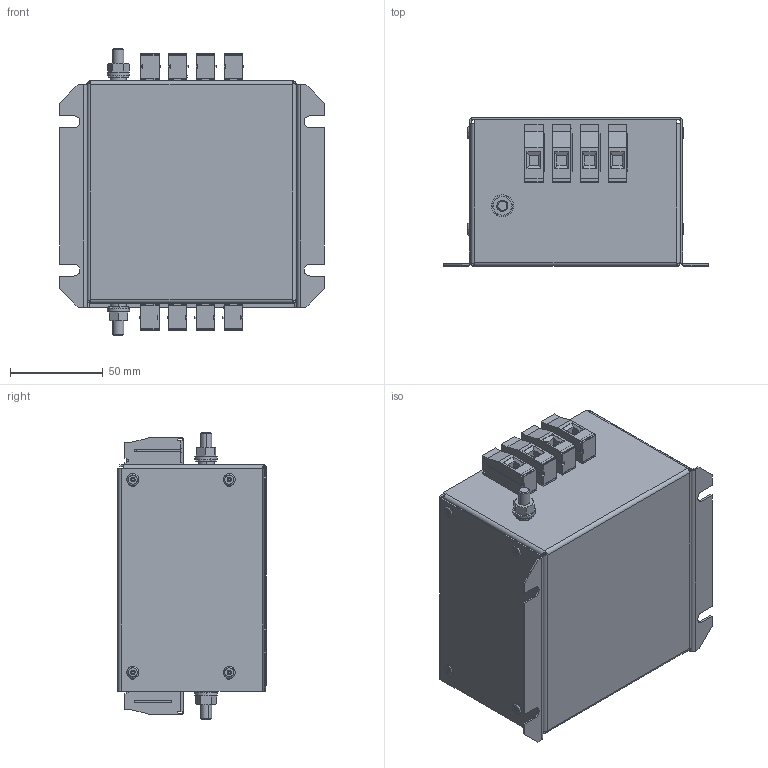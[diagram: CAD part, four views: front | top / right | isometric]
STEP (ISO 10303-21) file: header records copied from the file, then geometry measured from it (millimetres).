
FILE_DESCRIPTION (( 'STEP AP214' ), '1' );
FILE_NAME ('EFC_KFLLD4_4008_L120W115H80.STEP', '2018-10-29T20:11:37', ( '' ), ( '' ), 'SwSTEP 2.0', 'SolidWorks 2014', '' );
FILE_SCHEMA (( 'AUTOMOTIVE_DESIGN' ));
Length unit declared in the file: millimetre
Products named in the file (15): 2; KLM0066; KLE0130_MPT1010; GEH0664; Press nut M5_2; GEH0663; Case 120x80x115; 1; Press nut M5; Earth connector M6 TH; plain washer grade a_din_Washer DIN 125 - A 6.4; hex nut style 1 gradeab_din_Hexagon Nut ISO 4032 - M6 - D - N; hex screw gradeab_din_DIN EN 24017 - M6 x 20-N; toothed lock washer 1_din_DIN 6797-A6.4; EFC_KFLLD4_4008_L120W115H80
Assembly tree (34 placements, depth 3):
  EFC_KFLLD4_4008_L120W115H80
    GEH0663
      Press nut M5
      Press nut M5_2
      Case 120x80x115
    GEH0664
    KLE0130_MPT1010  x8
      1
      2
    KLM0066  x8
    hex screw gradeab_din_DIN EN 24017 - M6 x 20-N
    hex nut style 1 gradeab_din_Hexagon Nut ISO 4032 - M6 - D - N
    plain washer grade a_din_Washer DIN 125 - A 6.4  x2
    toothed lock washer 1_din_DIN 6797-A6.4
    Earth connector M6 TH
      hex screw gradeab_din_DIN EN 24017 - M6 x 20-N
      hex nut style 1 gradeab_din_Hexagon Nut ISO 4032 - M6 - D - N
      plain washer grade a_din_Washer DIN 125 - A 6.4  x2
      toothed lock washer 1_din_DIN 6797-A6.4
Bounding box: 143 x 80.18 x 154.8 mm (x, y, z)
Volume: 75456.1 mm3; surface area: 179941.6 mm2
Topology: 30 solids, 46 shells, 3710 faces, 9739 edges, 6290 vertices
Faces by surface type: plane 2286, cylinder 1200, cone 132, bspline 92
Entity records: 43476 total; most frequent: CARTESIAN_POINT 8598, ORIENTED_EDGE 5178, DIRECTION 4918, EDGE_CURVE 2590, AXIS2_PLACEMENT_3D 1787, VERTEX_POINT 1677, LINE 1344, VECTOR 1344
